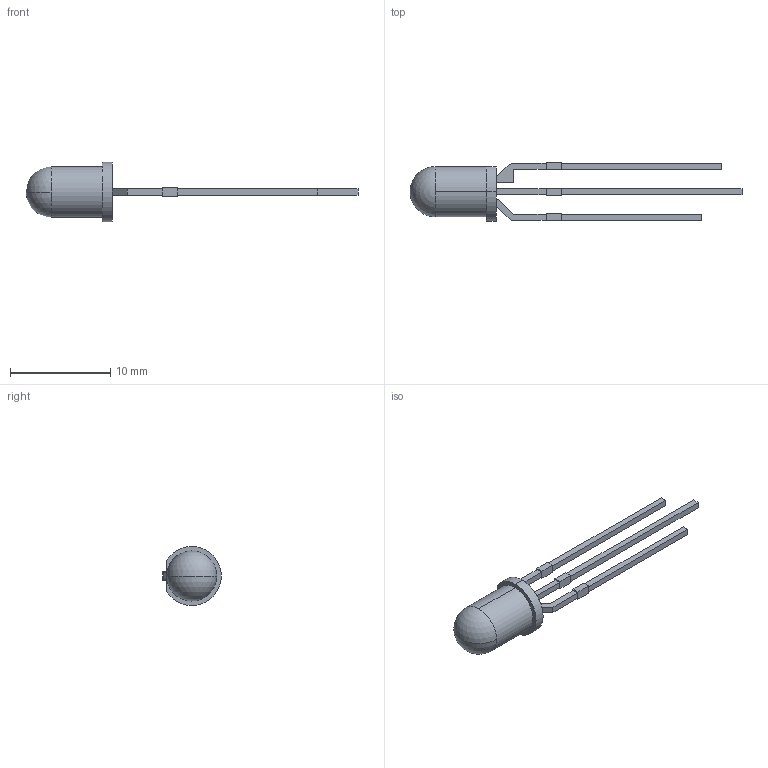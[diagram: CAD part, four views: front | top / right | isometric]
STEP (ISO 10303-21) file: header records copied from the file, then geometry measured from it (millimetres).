
FILE_DESCRIPTION (( 'STEP AP214' ), '1' );
FILE_NAME ('LTH5MM1152V.STEP', '2020-03-05T21:16:40', ( 'user' ), ( 'Microsoft' ), 'SwSTEP 2.0', 'SolidWorks 2018', '' );
FILE_SCHEMA (( 'AUTOMOTIVE_DESIGN' ));
Length unit declared in the file: inch
Products named in the file (1): LTH5MM1152V
Bounding box: 33.1 x 5.84 x 5.89 mm (x, y, z)
Volume: 188.6 mm3; surface area: 354.3 mm2
Topology: 4 solids, 4 shells, 63 faces, 149 edges, 98 vertices
Faces by surface type: plane 56, cylinder 5, sphere 2
Entity records: 2668 total; most frequent: CARTESIAN_POINT 309, ORIENTED_EDGE 294, DIRECTION 290, EDGE_CURVE 147, VECTOR 132, LINE 132, VERTEX_POINT 98, AXIS2_PLACEMENT_3D 79
